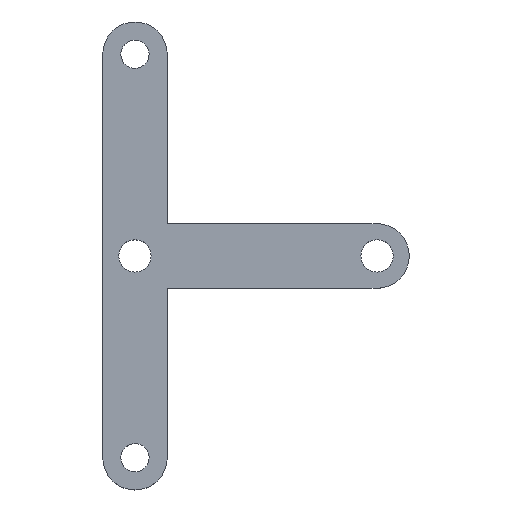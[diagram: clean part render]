
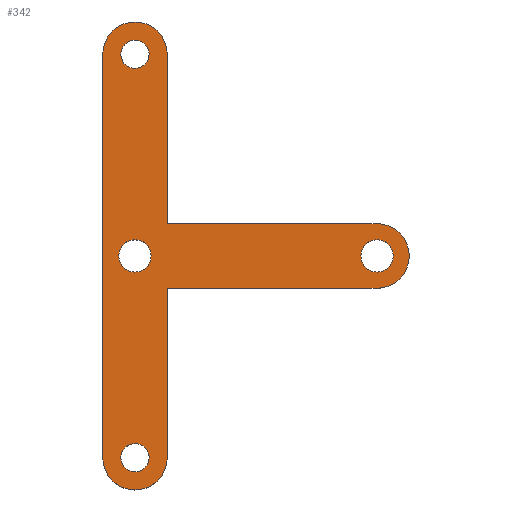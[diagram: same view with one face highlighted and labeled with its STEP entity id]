
A CAD part, top view. The second image highlights one B-rep face of the part: STEP entity #342.
In plain terms, the highlighted planar face has unit normal (0, 0, 1).
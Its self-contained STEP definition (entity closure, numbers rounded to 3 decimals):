
#18=FACE_BOUND('',#70,.T.);
#19=FACE_BOUND('',#71,.T.);
#20=FACE_BOUND('',#72,.T.);
#21=FACE_BOUND('',#73,.T.);
#29=PLANE('',#390);
#46=FACE_OUTER_BOUND('',#69,.T.);
#69=EDGE_LOOP('',(#266,#267,#268,#269,#270,#271,#272,#273));
#70=EDGE_LOOP('',(#274));
#71=EDGE_LOOP('',(#275));
#72=EDGE_LOOP('',(#276));
#73=EDGE_LOOP('',(#277));
#95=LINE('',#564,#120);
#96=LINE('',#566,#121);
#97=LINE('',#570,#122);
#98=LINE('',#574,#123);
#99=LINE('',#575,#124);
#120=VECTOR('',#466,10.);
#121=VECTOR('',#467,10.);
#122=VECTOR('',#470,10.);
#123=VECTOR('',#473,10.);
#124=VECTOR('',#474,10.);
#138=CIRCLE('',#368,1.75);
#140=CIRCLE('',#371,1.75);
#148=CIRCLE('',#386,2.);
#150=CIRCLE('',#389,4.);
#151=CIRCLE('',#391,4.);
#152=CIRCLE('',#392,4.);
#153=CIRCLE('',#393,2.);
#158=VERTEX_POINT('',#517);
#160=VERTEX_POINT('',#523);
#168=VERTEX_POINT('',#550);
#171=VERTEX_POINT('',#557);
#172=VERTEX_POINT('',#559);
#173=VERTEX_POINT('',#563);
#174=VERTEX_POINT('',#565);
#175=VERTEX_POINT('',#567);
#176=VERTEX_POINT('',#569);
#177=VERTEX_POINT('',#571);
#178=VERTEX_POINT('',#573);
#179=VERTEX_POINT('',#576);
#189=EDGE_CURVE('',#158,#158,#138,.T.);
#192=EDGE_CURVE('',#160,#160,#140,.T.);
#203=EDGE_CURVE('',#168,#168,#148,.T.);
#207=EDGE_CURVE('',#172,#171,#150,.T.);
#209=EDGE_CURVE('',#171,#173,#95,.T.);
#210=EDGE_CURVE('',#173,#174,#96,.T.);
#211=EDGE_CURVE('',#174,#175,#151,.T.);
#212=EDGE_CURVE('',#175,#176,#97,.T.);
#213=EDGE_CURVE('',#176,#177,#152,.T.);
#214=EDGE_CURVE('',#177,#178,#98,.T.);
#215=EDGE_CURVE('',#178,#172,#99,.T.);
#216=EDGE_CURVE('',#179,#179,#153,.T.);
#266=ORIENTED_EDGE('',*,*,#209,.T.);
#267=ORIENTED_EDGE('',*,*,#210,.T.);
#268=ORIENTED_EDGE('',*,*,#211,.T.);
#269=ORIENTED_EDGE('',*,*,#212,.T.);
#270=ORIENTED_EDGE('',*,*,#213,.T.);
#271=ORIENTED_EDGE('',*,*,#214,.T.);
#272=ORIENTED_EDGE('',*,*,#215,.T.);
#273=ORIENTED_EDGE('',*,*,#207,.T.);
#274=ORIENTED_EDGE('',*,*,#189,.T.);
#275=ORIENTED_EDGE('',*,*,#192,.T.);
#276=ORIENTED_EDGE('',*,*,#203,.T.);
#277=ORIENTED_EDGE('',*,*,#216,.T.);
#342=ADVANCED_FACE('',(#46,#18,#19,#20,#21),#29,.T.);
#368=AXIS2_PLACEMENT_3D('',#519,#413,#414);
#371=AXIS2_PLACEMENT_3D('',#525,#420,#421);
#386=AXIS2_PLACEMENT_3D('',#551,#453,#454);
#389=AXIS2_PLACEMENT_3D('',#560,#461,#462);
#390=AXIS2_PLACEMENT_3D('',#562,#464,#465);
#391=AXIS2_PLACEMENT_3D('',#568,#468,#469);
#392=AXIS2_PLACEMENT_3D('',#572,#471,#472);
#393=AXIS2_PLACEMENT_3D('',#577,#475,#476);
#413=DIRECTION('center_axis',(0.,0.,-1.));
#414=DIRECTION('ref_axis',(-1.,0.019,0.));
#420=DIRECTION('center_axis',(0.,0.,-1.));
#421=DIRECTION('ref_axis',(-1.,0.019,0.));
#453=DIRECTION('center_axis',(0.,0.,
-1.));
#454=DIRECTION('ref_axis',(-1.,0.,0.));
#461=DIRECTION('center_axis',(0.,0.,
1.));
#462=DIRECTION('ref_axis',(-1.,0.,0.));
#464=DIRECTION('center_axis',(0.,0.,1.));
#465=DIRECTION('ref_axis',(-1.,0.,0.));
#466=DIRECTION('',(-1.,0.,0.));
#467=DIRECTION('',(0.,1.,0.));
#468=DIRECTION('center_axis',(0.,0.,1.));
#469=DIRECTION('ref_axis',(-1.,0.,0.));
#470=DIRECTION('',(0.,-1.,0.));
#471=DIRECTION('center_axis',(0.,0.,1.));
#472=DIRECTION('ref_axis',(-1.,0.,0.));
#473=DIRECTION('',(0.,1.,0.));
#474=DIRECTION('',(1.,0.,0.));
#475=DIRECTION('center_axis',(0.,0.,-1.));
#476=DIRECTION('ref_axis',(-1.,0.,0.));
#517=CARTESIAN_POINT('',(101.75,45.967,27.));
#519=CARTESIAN_POINT('Origin',(100.,46.,27.));
#523=CARTESIAN_POINT('',(101.75,-4.033,27.));
#525=CARTESIAN_POINT('Origin',(100.,-4.,27.));
#550=CARTESIAN_POINT('',(132.,21.,27.));
#551=CARTESIAN_POINT('Origin',(130.,21.,27.));
#557=CARTESIAN_POINT('',(130.,25.,27.));
#559=CARTESIAN_POINT('',(130.,17.,27.));
#560=CARTESIAN_POINT('Origin',(130.,21.,27.));
#562=CARTESIAN_POINT('Origin',(110.,21.,27.));
#563=CARTESIAN_POINT('',(104.,25.,27.));
#564=CARTESIAN_POINT('',(110.,25.,27.));
#565=CARTESIAN_POINT('',(104.,46.,27.));
#566=CARTESIAN_POINT('',(104.,46.,27.));
#567=CARTESIAN_POINT('',(96.,46.,27.));
#568=CARTESIAN_POINT('Origin',(100.,46.,27.));
#569=CARTESIAN_POINT('',(96.,-4.,27.));
#570=CARTESIAN_POINT('',(96.,46.,27.));
#571=CARTESIAN_POINT('',(104.,-4.,27.));
#572=CARTESIAN_POINT('Origin',(100.,-4.,27.));
#573=CARTESIAN_POINT('',(104.,17.,27.));
#574=CARTESIAN_POINT('',(104.,-4.,27.));
#575=CARTESIAN_POINT('',(110.,17.,27.));
#576=CARTESIAN_POINT('',(102.,21.,27.));
#577=CARTESIAN_POINT('Origin',(100.,21.,27.));
